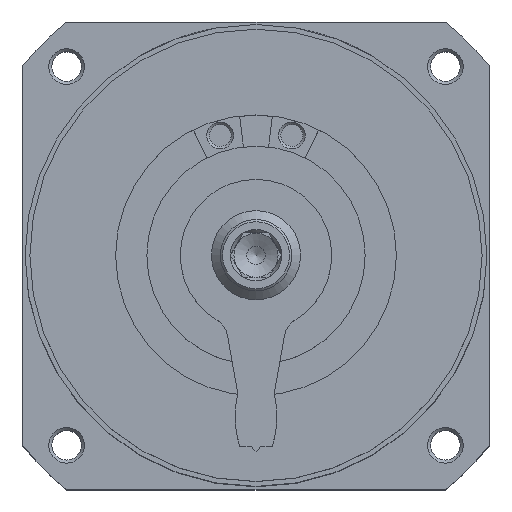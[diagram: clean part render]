
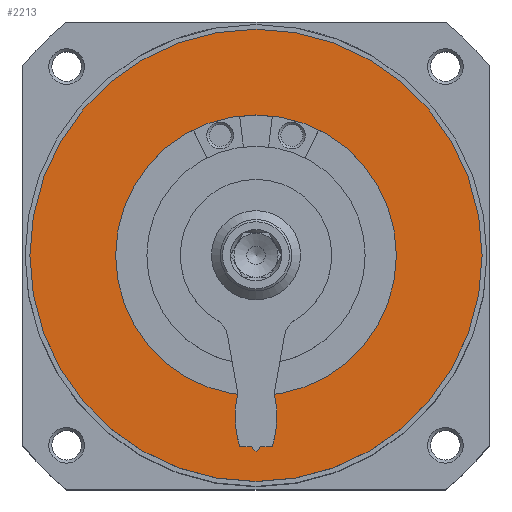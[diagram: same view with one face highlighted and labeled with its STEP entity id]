
A CAD part, top view. The second image highlights one B-rep face of the part: STEP entity #2213.
In plain terms, the highlighted face is planar.
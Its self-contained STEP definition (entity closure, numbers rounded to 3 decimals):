
#98=PLANE('',#2456);
#479=ORIENTED_EDGE('',*,*,#981,.F.);
#480=ORIENTED_EDGE('',*,*,#982,.T.);
#981=EDGE_CURVE('',#1244,#1244,#1454,.T.);
#982=EDGE_CURVE('',#1245,#1245,#1455,.T.);
#1244=VERTEX_POINT('',#3645);
#1245=VERTEX_POINT('',#3647);
#1454=CIRCLE('',#2457,50.75);
#1455=CIRCLE('',#2458,31.5);
#1626=EDGE_LOOP('',(#479));
#1627=EDGE_LOOP('',(#480));
#1901=FACE_BOUND('',#1626,.T.);
#1902=FACE_BOUND('',#1627,.T.);
#2213=ADVANCED_FACE('',(#1901,#1902),#98,.F.);
#2456=AXIS2_PLACEMENT_3D('',#3643,#2866,#2867);
#2457=AXIS2_PLACEMENT_3D('',#3644,#2868,#2869);
#2458=AXIS2_PLACEMENT_3D('',#3646,#2870,#2871);
#2866=DIRECTION('',(1.,0.,0.));
#2867=DIRECTION('',(0.,0.,-1.));
#2868=DIRECTION('',(1.,0.,0.));
#2869=DIRECTION('',(0.,0.,-1.));
#2870=DIRECTION('',(1.,0.,0.));
#2871=DIRECTION('',(0.,0.,-1.));
#3643=CARTESIAN_POINT('',(-93.,0.,0.));
#3644=CARTESIAN_POINT('',(-93.,0.,0.));
#3645=CARTESIAN_POINT('',(-93.,0.,-50.75));
#3646=CARTESIAN_POINT('',(-93.,0.,0.));
#3647=CARTESIAN_POINT('',(-93.,0.,-31.5));
